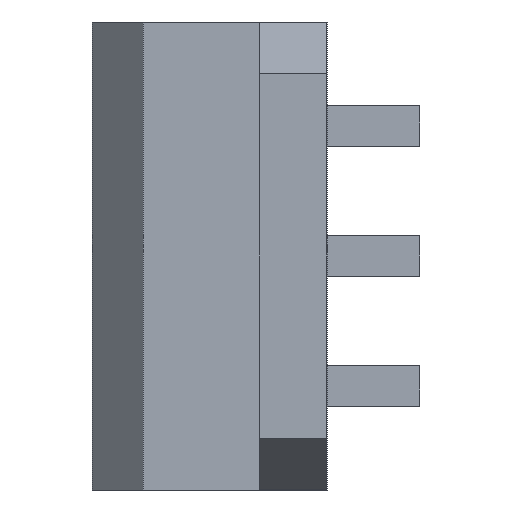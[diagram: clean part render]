
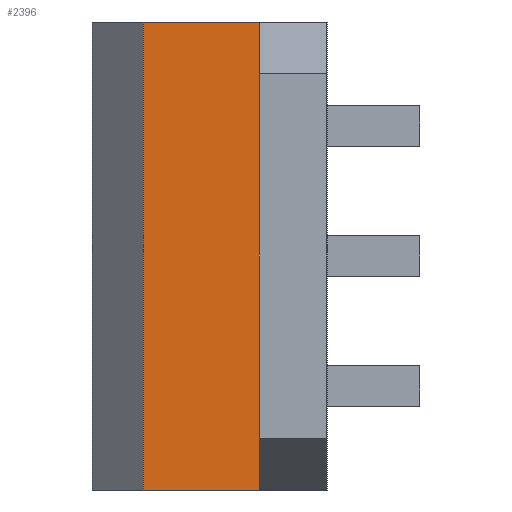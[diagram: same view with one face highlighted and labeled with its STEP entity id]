
A CAD part, left-side view. The second image highlights one B-rep face of the part: STEP entity #2396.
In plain terms, the highlighted planar face has unit normal (-1, 0, 0).
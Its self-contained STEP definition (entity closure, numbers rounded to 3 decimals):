
#69=FACE_BOUND('',#466,.T.);
#334=FACE_OUTER_BOUND('',#465,.T.);
#465=EDGE_LOOP('',(#1803,#1804,#1805,#1806));
#466=EDGE_LOOP('',(#1807,#1808,#1809,#1810));
#673=LINE('',#3784,#909);
#674=LINE('',#3786,#910);
#675=LINE('',#3788,#911);
#676=LINE('',#3789,#912);
#677=LINE('',#3792,#913);
#678=LINE('',#3794,#914);
#679=LINE('',#3796,#915);
#680=LINE('',#3797,#916);
#909=VECTOR('',#2845,3.6);
#910=VECTOR('',#2846,9.15);
#911=VECTOR('',#2847,3.6);
#912=VECTOR('',#2848,9.15);
#913=VECTOR('',#2849,1.32);
#914=VECTOR('',#2850,9.13);
#915=VECTOR('',#2851,1.32);
#916=VECTOR('',#2852,9.13);
#1166=VERTEX_POINT('',#3782);
#1167=VERTEX_POINT('',#3783);
#1168=VERTEX_POINT('',#3785);
#1169=VERTEX_POINT('',#3787);
#1170=VERTEX_POINT('',#3790);
#1171=VERTEX_POINT('',#3791);
#1172=VERTEX_POINT('',#3793);
#1173=VERTEX_POINT('',#3795);
#1418=EDGE_CURVE('',#1166,#1167,#673,.T.);
#1419=EDGE_CURVE('',#1166,#1168,#674,.T.);
#1420=EDGE_CURVE('',#1168,#1169,#675,.T.);
#1421=EDGE_CURVE('',#1169,#1167,#676,.T.);
#1422=EDGE_CURVE('',#1170,#1171,#677,.T.);
#1423=EDGE_CURVE('',#1172,#1170,#678,.T.);
#1424=EDGE_CURVE('',#1173,#1172,#679,.T.);
#1425=EDGE_CURVE('',#1171,#1173,#680,.T.);
#1803=ORIENTED_EDGE('',*,*,#1418,.F.);
#1804=ORIENTED_EDGE('',*,*,#1419,.T.);
#1805=ORIENTED_EDGE('',*,*,#1420,.T.);
#1806=ORIENTED_EDGE('',*,*,#1421,.T.);
#1807=ORIENTED_EDGE('',*,*,#1422,.F.);
#1808=ORIENTED_EDGE('',*,*,#1423,.F.);
#1809=ORIENTED_EDGE('',*,*,#1424,.F.);
#1810=ORIENTED_EDGE('',*,*,#1425,.F.);
#2312=PLANE('',#2560);
#2396=ADVANCED_FACE('',(#334,#69),#2312,.F.);
#2560=AXIS2_PLACEMENT_3D('',#3781,#2843,#2844);
#2843=DIRECTION('center_axis',(1.,0.,0.));
#2844=DIRECTION('ref_axis',(0.,0.,-1.));
#2845=DIRECTION('',(0.,-1.,0.));
#2846=DIRECTION('',(0.,0.,-1.));
#2847=DIRECTION('',(0.,-1.,0.));
#2848=DIRECTION('',(0.,0.,1.));
#2849=DIRECTION('',(0.,-1.,0.));
#2850=DIRECTION('',(0.,0.,-1.));
#2851=DIRECTION('',(0.,1.,0.));
#2852=DIRECTION('',(0.,0.,1.));
#3781=CARTESIAN_POINT('Origin',(-4.575,4.6,-4.575));
#3782=CARTESIAN_POINT('',(-4.575,3.6,4.575));
#3783=CARTESIAN_POINT('',(-4.575,0.,4.575));
#3784=CARTESIAN_POINT('',(-4.575,3.6,4.575));
#3785=CARTESIAN_POINT('',(-4.575,3.6,-4.575));
#3786=CARTESIAN_POINT('',(-4.575,3.6,4.575));
#3787=CARTESIAN_POINT('',(-4.575,0.,-4.575));
#3788=CARTESIAN_POINT('',(-4.575,3.6,-4.575));
#3789=CARTESIAN_POINT('',(-4.575,0.,-4.575));
#3790=CARTESIAN_POINT('',(-4.575,1.33,-4.565));
#3791=CARTESIAN_POINT('',(-4.575,0.01,-4.565));
#3792=CARTESIAN_POINT('',(-4.575,1.33,-4.565));
#3793=CARTESIAN_POINT('',(-4.575,1.33,4.565));
#3794=CARTESIAN_POINT('',(-4.575,1.33,4.565));
#3795=CARTESIAN_POINT('',(-4.575,0.01,4.565));
#3796=CARTESIAN_POINT('',(-4.575,0.01,4.565));
#3797=CARTESIAN_POINT('',(-4.575,0.01,-4.565));
